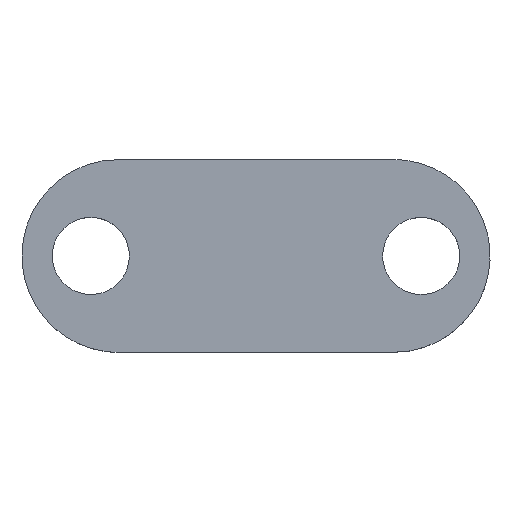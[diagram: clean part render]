
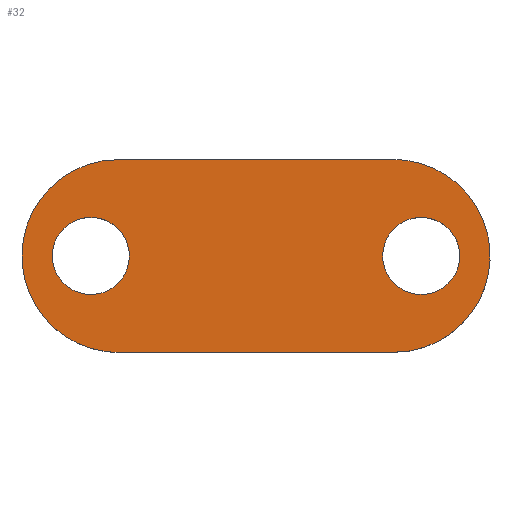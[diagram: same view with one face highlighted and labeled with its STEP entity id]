
A CAD part, top view. The second image highlights one B-rep face of the part: STEP entity #32.
In plain terms, the highlighted planar face has unit normal (0, 0, 1).
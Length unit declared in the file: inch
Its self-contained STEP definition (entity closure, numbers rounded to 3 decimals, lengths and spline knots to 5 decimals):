
#23=FACE_BOUND('',#55,.T.);
#24=FACE_BOUND('',#56,.T.);
#32=ADVANCED_FACE('',(#42,#23,#24),#175,.T.);
#42=FACE_OUTER_BOUND('',#54,.T.);
#54=EDGE_LOOP('',(#91,#92,#93,#94));
#55=EDGE_LOOP('',(#95,#96));
#56=EDGE_LOOP('',(#97,#98));
#91=ORIENTED_EDGE('',*,*,#109,.T.);
#92=ORIENTED_EDGE('',*,*,#113,.T.);
#93=ORIENTED_EDGE('',*,*,#116,.T.);
#94=ORIENTED_EDGE('',*,*,#118,.T.);
#95=ORIENTED_EDGE('',*,*,#121,.T.);
#96=ORIENTED_EDGE('',*,*,#127,.T.);
#97=ORIENTED_EDGE('',*,*,#124,.T.);
#98=ORIENTED_EDGE('',*,*,#130,.T.);
#109=EDGE_CURVE('',#161,#160,#133,.T.);
#113=EDGE_CURVE('',#160,#163,#137,.T.);
#116=EDGE_CURVE('',#163,#165,#140,.T.);
#118=EDGE_CURVE('',#165,#161,#142,.T.);
#121=EDGE_CURVE('',#167,#171,#145,.T.);
#124=EDGE_CURVE('',#169,#173,#148,.T.);
#127=EDGE_CURVE('',#171,#167,#151,.T.);
#130=EDGE_CURVE('',#173,#169,#154,.T.);
#133=(
BOUNDED_CURVE()
B_SPLINE_CURVE(2,(#315,#316,#317),.UNSPECIFIED.,.F.,.F.)
B_SPLINE_CURVE_WITH_KNOTS((3,3),(3.68,4.395),.UNSPECIFIED.)
CURVE()
GEOMETRIC_REPRESENTATION_ITEM()
RATIONAL_B_SPLINE_CURVE((1.,1.,1.))
REPRESENTATION_ITEM('')
);
#137=(
BOUNDED_CURVE()
B_SPLINE_CURVE(2,(#327,#328,#329,#330,#331),.UNSPECIFIED.,.F.,.F.)
B_SPLINE_CURVE_WITH_KNOTS((3,2,3),(4.395,4.7877,5.1804),
 .UNSPECIFIED.)
CURVE()
GEOMETRIC_REPRESENTATION_ITEM()
RATIONAL_B_SPLINE_CURVE((1.,0.707,1.,0.707,1.))
REPRESENTATION_ITEM('')
);
#140=(
BOUNDED_CURVE()
B_SPLINE_CURVE(2,(#337,#338,#339),.UNSPECIFIED.,.F.,.F.)
B_SPLINE_CURVE_WITH_KNOTS((3,3),(5.1804,5.8954),
 .UNSPECIFIED.)
CURVE()
GEOMETRIC_REPRESENTATION_ITEM()
RATIONAL_B_SPLINE_CURVE((1.,1.,1.))
REPRESENTATION_ITEM('')
);
#142=(
BOUNDED_CURVE()
B_SPLINE_CURVE(2,(#345,#346,#347,#348,#349),.UNSPECIFIED.,.F.,.F.)
B_SPLINE_CURVE_WITH_KNOTS((3,2,3),(5.8954,6.2881,6.6808),
 .UNSPECIFIED.)
CURVE()
GEOMETRIC_REPRESENTATION_ITEM()
RATIONAL_B_SPLINE_CURVE((1.,0.707,1.,0.707,1.))
REPRESENTATION_ITEM('')
);
#145=(
BOUNDED_CURVE()
B_SPLINE_CURVE(2,(#357,#358,#359,#360,#361),.UNSPECIFIED.,.F.,.F.)
B_SPLINE_CURVE_WITH_KNOTS((3,2,3),(6.6808,6.83788,6.99496),
 .UNSPECIFIED.)
CURVE()
GEOMETRIC_REPRESENTATION_ITEM()
RATIONAL_B_SPLINE_CURVE((1.,0.707,1.,0.707,1.))
REPRESENTATION_ITEM('')
);
#148=(
BOUNDED_CURVE()
B_SPLINE_CURVE(2,(#369,#370,#371,#372,#373),.UNSPECIFIED.,.F.,.F.)
B_SPLINE_CURVE_WITH_KNOTS((3,2,3),(7.30911,7.46619,7.62327),
 .UNSPECIFIED.)
CURVE()
GEOMETRIC_REPRESENTATION_ITEM()
RATIONAL_B_SPLINE_CURVE((1.,0.707,1.,0.707,1.))
REPRESENTATION_ITEM('')
);
#151=(
BOUNDED_CURVE()
B_SPLINE_CURVE(2,(#381,#382,#383,#384,#385),.UNSPECIFIED.,.F.,.F.)
B_SPLINE_CURVE_WITH_KNOTS((3,2,3),(6.99496,7.15204,7.30911),
 .UNSPECIFIED.)
CURVE()
GEOMETRIC_REPRESENTATION_ITEM()
RATIONAL_B_SPLINE_CURVE((1.,0.707,1.,0.707,1.))
REPRESENTATION_ITEM('')
);
#154=(
BOUNDED_CURVE()
B_SPLINE_CURVE(2,(#393,#394,#395,#396,#397),.UNSPECIFIED.,.F.,.F.)
B_SPLINE_CURVE_WITH_KNOTS((3,2,3),(7.62327,7.78035,7.93743),
 .UNSPECIFIED.)
CURVE()
GEOMETRIC_REPRESENTATION_ITEM()
RATIONAL_B_SPLINE_CURVE((1.,0.707,1.,0.707,1.))
REPRESENTATION_ITEM('')
);
#160=VERTEX_POINT('',#296);
#161=VERTEX_POINT('',#297);
#163=VERTEX_POINT('',#299);
#165=VERTEX_POINT('',#301);
#167=VERTEX_POINT('',#303);
#169=VERTEX_POINT('',#305);
#171=VERTEX_POINT('',#307);
#173=VERTEX_POINT('',#309);
#175=PLANE('',#208);
#208=AXIS2_PLACEMENT_3D('',#273,#214,$);
#214=DIRECTION('',(0.,0.,1.));
#273=CARTESIAN_POINT('',(1.73511,-0.0625,0.125));
#296=CARTESIAN_POINT('',(2.85198,0.,0.125));
#297=CARTESIAN_POINT('',(2.13698,0.,0.125));
#299=CARTESIAN_POINT('',(2.85198,0.5,0.125));
#301=CARTESIAN_POINT('',(2.13698,0.5,0.125));
#303=CARTESIAN_POINT('',(2.16573,0.25,0.125));
#305=CARTESIAN_POINT('',(3.02323,0.25,0.125));
#307=CARTESIAN_POINT('',(1.96573,0.25,0.125));
#309=CARTESIAN_POINT('',(2.82323,0.25,0.125));
#315=CARTESIAN_POINT('',(2.13698,0.,0.125));
#316=CARTESIAN_POINT('',(2.49448,0.,0.125));
#317=CARTESIAN_POINT('',(2.85198,0.,0.125));
#327=CARTESIAN_POINT('',(2.85198,0.,0.125));
#328=CARTESIAN_POINT('',(3.10198,0.,0.125));
#329=CARTESIAN_POINT('',(3.10198,0.25,0.125));
#330=CARTESIAN_POINT('',(3.10198,0.5,0.125));
#331=CARTESIAN_POINT('',(2.85198,0.5,0.125));
#337=CARTESIAN_POINT('',(2.85198,0.5,0.125));
#338=CARTESIAN_POINT('',(2.49448,0.5,0.125));
#339=CARTESIAN_POINT('',(2.13698,0.5,0.125));
#345=CARTESIAN_POINT('',(2.13698,0.5,0.125));
#346=CARTESIAN_POINT('',(1.88698,0.5,0.125));
#347=CARTESIAN_POINT('',(1.88698,0.25,0.125));
#348=CARTESIAN_POINT('',(1.88698,0.,0.125));
#349=CARTESIAN_POINT('',(2.13698,0.,0.125));
#357=CARTESIAN_POINT('',(2.16573,0.25,0.125));
#358=CARTESIAN_POINT('',(2.16573,0.15,0.125));
#359=CARTESIAN_POINT('',(2.06573,0.15,0.125));
#360=CARTESIAN_POINT('',(1.96573,0.15,0.125));
#361=CARTESIAN_POINT('',(1.96573,0.25,0.125));
#369=CARTESIAN_POINT('',(3.02323,0.25,0.125));
#370=CARTESIAN_POINT('',(3.02323,0.15,0.125));
#371=CARTESIAN_POINT('',(2.92323,0.15,0.125));
#372=CARTESIAN_POINT('',(2.82323,0.15,0.125));
#373=CARTESIAN_POINT('',(2.82323,0.25,0.125));
#381=CARTESIAN_POINT('',(1.96573,0.25,0.125));
#382=CARTESIAN_POINT('',(1.96573,0.35,0.125));
#383=CARTESIAN_POINT('',(2.06573,0.35,0.125));
#384=CARTESIAN_POINT('',(2.16573,0.35,0.125));
#385=CARTESIAN_POINT('',(2.16573,0.25,0.125));
#393=CARTESIAN_POINT('',(2.82323,0.25,0.125));
#394=CARTESIAN_POINT('',(2.82323,0.35,0.125));
#395=CARTESIAN_POINT('',(2.92323,0.35,0.125));
#396=CARTESIAN_POINT('',(3.02323,0.35,0.125));
#397=CARTESIAN_POINT('',(3.02323,0.25,0.125));
